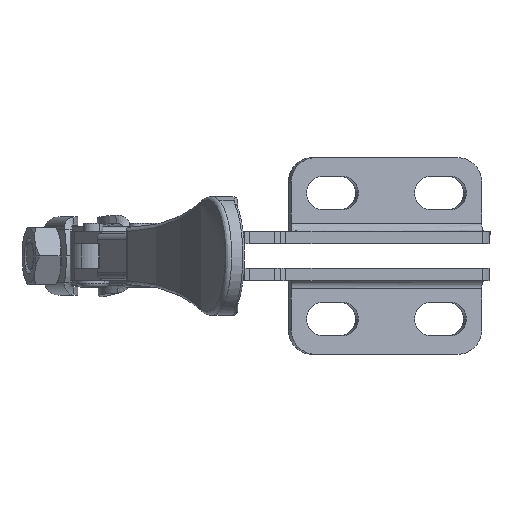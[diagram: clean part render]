
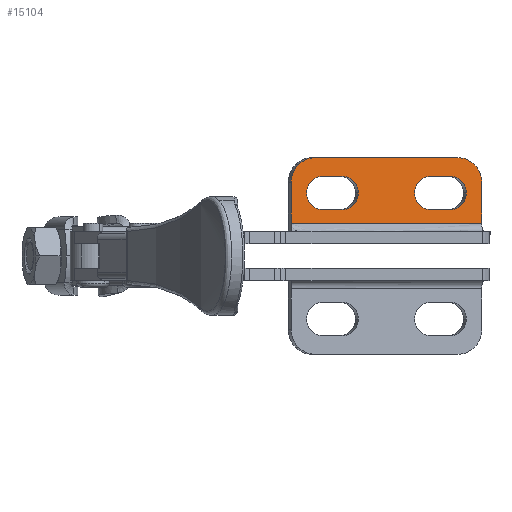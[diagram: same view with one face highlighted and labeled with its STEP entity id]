
A CAD part, left-side view. The second image highlights one B-rep face of the part: STEP entity #15104.
In plain terms, the highlighted free-form (B-spline) face has degree [1, 1] with [2, 2] control points.
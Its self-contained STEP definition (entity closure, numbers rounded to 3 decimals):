
#1465=CARTESIAN_POINT('',(-11.572,13.389,25.115));
#1466=VERTEX_POINT('',#1465);
#1482=CARTESIAN_POINT('',(-11.786,14.241,22.993));
#1483=VERTEX_POINT('',#1482);
#1490=CARTESIAN_POINT('',(-11.053,11.332,22.993));
#1491=DIRECTION('',(-0.97,-0.244,0.));
#1492=DIRECTION('',(-0.173,0.686,0.707));
#1493=AXIS2_PLACEMENT_3D('',#1490,#1491,#1492);
#1494=CIRCLE('',#1493,3.);
#1495=EDGE_CURVE('',#1466,#1483,#1494,.T.);
#1654=CARTESIAN_POINT('',(-6.137,-8.18,25.115));
#1655=VERTEX_POINT('',#1654);
#1671=CARTESIAN_POINT('',(-6.656,-6.123,25.993));
#1672=VERTEX_POINT('',#1671);
#1679=CARTESIAN_POINT('',(-6.656,-6.123,22.993));
#1680=DIRECTION('',(-0.97,-0.244,0.));
#1681=DIRECTION('',(0.173,-0.686,0.707));
#1682=AXIS2_PLACEMENT_3D('',#1679,#1680,#1681);
#1683=CIRCLE('',#1682,3.);
#1684=EDGE_CURVE('',#1655,#1672,#1683,.T.);
#1792=CARTESIAN_POINT('',(-7.987,-0.838,21.693));
#1793=VERTEX_POINT('',#1792);
#1809=CARTESIAN_POINT('',(-7.486,-2.826,23.743));
#1810=VERTEX_POINT('',#1809);
#1817=CARTESIAN_POINT('',(-7.486,-2.826,21.693));
#1818=DIRECTION('',(-0.97,-0.244,0.));
#1819=DIRECTION('',(0.244,-0.97,0.));
#1820=AXIS2_PLACEMENT_3D('',#1817,#1818,#1819);
#1821=CIRCLE('',#1820,2.05);
#1822=EDGE_CURVE('',#1810,#1793,#1821,.T.);
#1855=CARTESIAN_POINT('',(-6.399,-7.141,21.693));
#1856=VERTEX_POINT('',#1855);
#1872=CARTESIAN_POINT('',(-6.9,-5.153,19.643));
#1873=VERTEX_POINT('',#1872);
#1880=CARTESIAN_POINT('',(-6.9,-5.153,21.693));
#1881=DIRECTION('',(-0.97,-0.244,0.));
#1882=DIRECTION('',(-0.244,0.97,0.));
#1883=AXIS2_PLACEMENT_3D('',#1880,#1881,#1882);
#1884=CIRCLE('',#1883,2.05);
#1885=EDGE_CURVE('',#1873,#1856,#1884,.T.);
#1918=CARTESIAN_POINT('',(-11.31,12.35,21.693));
#1919=VERTEX_POINT('',#1918);
#1935=CARTESIAN_POINT('',(-10.809,10.362,23.743));
#1936=VERTEX_POINT('',#1935);
#1943=CARTESIAN_POINT('',(-10.809,10.362,21.693));
#1944=DIRECTION('',(-0.97,-0.244,0.));
#1945=DIRECTION('',(0.244,-0.97,0.));
#1946=AXIS2_PLACEMENT_3D('',#1943,#1944,#1945);
#1947=CIRCLE('',#1946,2.05);
#1948=EDGE_CURVE('',#1936,#1919,#1947,.T.);
#1981=CARTESIAN_POINT('',(-9.722,6.047,21.693));
#1982=VERTEX_POINT('',#1981);
#1998=CARTESIAN_POINT('',(-10.223,8.035,19.643));
#1999=VERTEX_POINT('',#1998);
#2006=CARTESIAN_POINT('',(-10.223,8.035,21.693));
#2007=DIRECTION('',(-0.97,-0.244,0.));
#2008=DIRECTION('',(-0.244,0.97,0.));
#2009=AXIS2_PLACEMENT_3D('',#2006,#2007,#2008);
#2010=CIRCLE('',#2009,2.05);
#2011=EDGE_CURVE('',#1999,#1982,#2010,.T.);
#13991=CARTESIAN_POINT('',(-5.923,-9.032,22.993));
#13992=VERTEX_POINT('',#13991);
#13999=CARTESIAN_POINT('',(-5.923,-9.032,17.993));
#14000=VERTEX_POINT('',#13999);
#14001=CARTESIAN_POINT('',(-5.923,-9.032,17.993));
#14002=DIRECTION('',(0.0,0.0,1.0));
#14003=VECTOR('',#14002,5.0);
#14004=LINE('',#14001,#14003);
#14005=EDGE_CURVE('',#14000,#13992,#14004,.T.);
#14110=CARTESIAN_POINT('',(-10.809,10.362,19.643));
#14111=VERTEX_POINT('',#14110);
#14112=CARTESIAN_POINT('',(-10.809,10.362,19.643));
#14113=DIRECTION('',(0.244,-0.97,0.));
#14114=VECTOR('',#14113,2.4);
#14115=LINE('',#14112,#14114);
#14116=EDGE_CURVE('',#14111,#1999,#14115,.T.);
#14163=CARTESIAN_POINT('',(-10.223,8.035,23.743));
#14164=VERTEX_POINT('',#14163);
#14165=CARTESIAN_POINT('',(-10.223,8.035,21.693));
#14166=DIRECTION('',(-0.97,-0.244,0.));
#14167=DIRECTION('',(-0.244,0.97,0.));
#14168=AXIS2_PLACEMENT_3D('',#14165,#14166,#14167);
#14169=CIRCLE('',#14168,2.05);
#14170=EDGE_CURVE('',#1982,#14164,#14169,.T.);
#14195=CARTESIAN_POINT('',(-10.223,8.035,23.743));
#14196=DIRECTION('',(-0.244,0.97,0.));
#14197=VECTOR('',#14196,2.4);
#14198=LINE('',#14195,#14197);
#14199=EDGE_CURVE('',#14164,#1936,#14198,.T.);
#14239=CARTESIAN_POINT('',(-10.809,10.362,21.693));
#14240=DIRECTION('',(-0.97,-0.244,0.));
#14241=DIRECTION('',(0.244,-0.97,0.));
#14242=AXIS2_PLACEMENT_3D('',#14239,#14240,#14241);
#14243=CIRCLE('',#14242,2.05);
#14244=EDGE_CURVE('',#1919,#14111,#14243,.T.);
#14262=CARTESIAN_POINT('',(-7.486,-2.826,19.643));
#14263=VERTEX_POINT('',#14262);
#14264=CARTESIAN_POINT('',(-7.486,-2.826,19.643));
#14265=DIRECTION('',(0.244,-0.97,0.));
#14266=VECTOR('',#14265,2.4);
#14267=LINE('',#14264,#14266);
#14268=EDGE_CURVE('',#14263,#1873,#14267,.T.);
#14315=CARTESIAN_POINT('',(-6.9,-5.153,23.743));
#14316=VERTEX_POINT('',#14315);
#14317=CARTESIAN_POINT('',(-6.9,-5.153,21.693));
#14318=DIRECTION('',(-0.97,-0.244,0.));
#14319=DIRECTION('',(-0.244,0.97,0.));
#14320=AXIS2_PLACEMENT_3D('',#14317,#14318,#14319);
#14321=CIRCLE('',#14320,2.05);
#14322=EDGE_CURVE('',#1856,#14316,#14321,.T.);
#14347=CARTESIAN_POINT('',(-6.9,-5.153,23.743));
#14348=DIRECTION('',(-0.244,0.97,0.));
#14349=VECTOR('',#14348,2.4);
#14350=LINE('',#14347,#14349);
#14351=EDGE_CURVE('',#14316,#1810,#14350,.T.);
#14391=CARTESIAN_POINT('',(-7.486,-2.826,21.693));
#14392=DIRECTION('',(-0.97,-0.244,0.));
#14393=DIRECTION('',(0.244,-0.97,0.));
#14394=AXIS2_PLACEMENT_3D('',#14391,#14392,#14393);
#14395=CIRCLE('',#14394,2.05);
#14396=EDGE_CURVE('',#1793,#14263,#14395,.T.);
#14574=CARTESIAN_POINT('',(-6.656,-6.123,22.993));
#14575=DIRECTION('',(-0.97,-0.244,0.));
#14576=DIRECTION('',(0.173,-0.686,0.707));
#14577=AXIS2_PLACEMENT_3D('',#14574,#14575,#14576);
#14578=CIRCLE('',#14577,3.);
#14579=EDGE_CURVE('',#13992,#1655,#14578,.T.);
#14761=CARTESIAN_POINT('',(-11.053,11.332,25.993));
#14762=VERTEX_POINT('',#14761);
#14763=CARTESIAN_POINT('',(-11.053,11.332,22.993));
#14764=DIRECTION('',(-0.97,-0.244,0.));
#14765=DIRECTION('',(-0.173,0.686,0.707));
#14766=AXIS2_PLACEMENT_3D('',#14763,#14764,#14765);
#14767=CIRCLE('',#14766,3.);
#14768=EDGE_CURVE('',#14762,#1466,#14767,.T.);
#14786=CARTESIAN_POINT('',(-11.786,14.241,17.993));
#14787=VERTEX_POINT('',#14786);
#14795=CARTESIAN_POINT('',(-11.786,14.241,22.993));
#14796=DIRECTION('',(0.0,0.0,-1.0));
#14797=VECTOR('',#14796,5.0);
#14798=LINE('',#14795,#14797);
#14799=EDGE_CURVE('',#1483,#14787,#14798,.T.);
#14839=CARTESIAN_POINT('',(-5.923,-9.032,17.993));
#14840=DIRECTION('',(-0.244,0.97,0.));
#14841=VECTOR('',#14840,24.);
#14842=LINE('',#14839,#14841);
#14843=EDGE_CURVE('',#14000,#14787,#14842,.T.);
#15064=CARTESIAN_POINT('',(-6.656,-6.123,25.993));
#15065=DIRECTION('',(-0.244,0.97,0.));
#15066=VECTOR('',#15065,18.);
#15067=LINE('',#15064,#15066);
#15068=EDGE_CURVE('',#1672,#14762,#15067,.T.);
#15073=CARTESIAN_POINT('',(-11.786,14.241,25.993));
#15074=CARTESIAN_POINT('',(-11.786,14.241,17.993));
#15075=CARTESIAN_POINT('',(-5.923,-9.032,25.993));
#15076=CARTESIAN_POINT('',(-5.923,-9.032,17.993));
#15077=B_SPLINE_SURFACE_WITH_KNOTS('',1,1,((#15073,#15075),(#15074,#15076)),.UNSPECIFIED.,.F.,.F.,.U.,(2,2),(2,2),(0.0,8.),(0.0,24.),.UNSPECIFIED.);
#15078=ORIENTED_EDGE('',*,*,#14579,.T.);
#15079=ORIENTED_EDGE('',*,*,#1684,.T.);
#15080=ORIENTED_EDGE('',*,*,#15068,.T.);
#15081=ORIENTED_EDGE('',*,*,#14768,.T.);
#15082=ORIENTED_EDGE('',*,*,#1495,.T.);
#15083=ORIENTED_EDGE('',*,*,#14799,.T.);
#15084=ORIENTED_EDGE('',*,*,#14843,.F.);
#15085=ORIENTED_EDGE('',*,*,#14005,.T.);
#15086=EDGE_LOOP('',(#15078,#15079,#15080,#15081,#15082,#15083,#15084,#15085));
#15087=FACE_OUTER_BOUND('',#15086,.T.);
#15088=ORIENTED_EDGE('',*,*,#14116,.F.);
#15089=ORIENTED_EDGE('',*,*,#14244,.F.);
#15090=ORIENTED_EDGE('',*,*,#1948,.F.);
#15091=ORIENTED_EDGE('',*,*,#14199,.F.);
#15092=ORIENTED_EDGE('',*,*,#14170,.F.);
#15093=ORIENTED_EDGE('',*,*,#2011,.F.);
#15094=EDGE_LOOP('',(#15088,#15089,#15090,#15091,#15092,#15093));
#15095=FACE_BOUND('',#15094,.T.);
#15096=ORIENTED_EDGE('',*,*,#14268,.F.);
#15097=ORIENTED_EDGE('',*,*,#14396,.F.);
#15098=ORIENTED_EDGE('',*,*,#1822,.F.);
#15099=ORIENTED_EDGE('',*,*,#14351,.F.);
#15100=ORIENTED_EDGE('',*,*,#14322,.F.);
#15101=ORIENTED_EDGE('',*,*,#1885,.F.);
#15102=EDGE_LOOP('',(#15096,#15097,#15098,#15099,#15100,#15101));
#15103=FACE_BOUND('',#15102,.T.);
#15104=ADVANCED_FACE('',(#15087,#15095,#15103),#15077,.T.);
